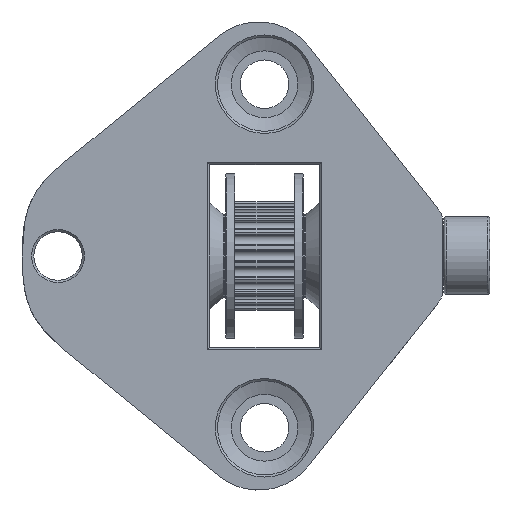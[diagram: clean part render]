
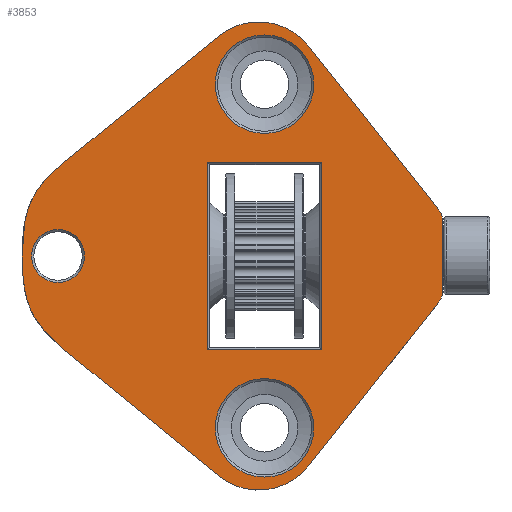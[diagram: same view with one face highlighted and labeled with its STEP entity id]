
A CAD part, front view. The second image highlights one B-rep face of the part: STEP entity #3853.
In plain terms, the highlighted planar face has unit normal (0, -1, 0).
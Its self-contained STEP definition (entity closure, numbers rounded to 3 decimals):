
#17=B_SPLINE_CURVE_WITH_KNOTS('',3,(#6859,#6860,#6861,#6862,#6863,#6864,
#6865,#6866,#6867,#6868,#6869,#6870,#6871,#6872,#6873,#6874),
 .UNSPECIFIED.,.F.,.F.,(4,3,3,3,3,4),(0.,0.23,0.69,
1.15,1.38,1.61),.UNSPECIFIED.);
#18=B_SPLINE_CURVE_WITH_KNOTS('',3,(#6894,#6895,#6896,#6897,#6898,#6899,
#6900,#6901,#6902,#6903,#6904,#6905,#6906,#6907,#6908,#6909),
 .UNSPECIFIED.,.F.,.F.,(4,3,3,3,3,4),(0.,0.23,0.69,
1.15,1.38,1.61),.UNSPECIFIED.);
#75=FACE_BOUND('',#681,.T.);
#76=FACE_BOUND('',#682,.T.);
#77=FACE_BOUND('',#683,.T.);
#78=FACE_BOUND('',#684,.T.);
#109=PLANE('',#4400);
#449=FACE_OUTER_BOUND('',#680,.T.);
#680=EDGE_LOOP('',(#3429,#3430,#3431,#3432,#3433,#3434,#3435,#3436,#3437,
#3438,#3439,#3440));
#681=EDGE_LOOP('',(#3441));
#682=EDGE_LOOP('',(#3442,#3443,#3444,#3445));
#683=EDGE_LOOP('',(#3446));
#684=EDGE_LOOP('',(#3447));
#907=LINE('',#6876,#1134);
#908=LINE('',#6880,#1135);
#909=LINE('',#6884,#1136);
#910=LINE('',#6888,#1137);
#911=LINE('',#6892,#1138);
#912=LINE('',#6910,#1139);
#913=LINE('',#6915,#1140);
#914=LINE('',#6917,#1141);
#915=LINE('',#6919,#1142);
#916=LINE('',#6920,#1143);
#1134=VECTOR('',#5603,10.);
#1135=VECTOR('',#5606,10.);
#1136=VECTOR('',#5609,10.);
#1137=VECTOR('',#5612,10.);
#1138=VECTOR('',#5615,10.);
#1139=VECTOR('',#5616,10.);
#1140=VECTOR('',#5619,10.);
#1141=VECTOR('',#5620,10.);
#1142=VECTOR('',#5621,10.);
#1143=VECTOR('',#5622,10.);
#1488=CIRCLE('',#4399,2.89);
#1489=CIRCLE('',#4401,7.);
#1490=CIRCLE('',#4402,2.);
#1491=CIRCLE('',#4403,2.);
#1492=CIRCLE('',#4404,7.);
#1493=CIRCLE('',#4405,5.39);
#1494=CIRCLE('',#4406,5.39);
#1840=VERTEX_POINT('',#6853);
#1841=VERTEX_POINT('',#6857);
#1842=VERTEX_POINT('',#6858);
#1843=VERTEX_POINT('',#6875);
#1844=VERTEX_POINT('',#6877);
#1845=VERTEX_POINT('',#6879);
#1846=VERTEX_POINT('',#6881);
#1847=VERTEX_POINT('',#6883);
#1848=VERTEX_POINT('',#6885);
#1849=VERTEX_POINT('',#6887);
#1850=VERTEX_POINT('',#6889);
#1851=VERTEX_POINT('',#6891);
#1852=VERTEX_POINT('',#6893);
#1853=VERTEX_POINT('',#6911);
#1854=VERTEX_POINT('',#6913);
#1855=VERTEX_POINT('',#6914);
#1856=VERTEX_POINT('',#6916);
#1857=VERTEX_POINT('',#6918);
#1858=VERTEX_POINT('',#6921);
#2381=EDGE_CURVE('',#1840,#1840,#1488,.T.);
#2383=EDGE_CURVE('',#1841,#1842,#17,.T.);
#2384=EDGE_CURVE('',#1841,#1843,#907,.T.);
#2385=EDGE_CURVE('',#1844,#1843,#1489,.T.);
#2386=EDGE_CURVE('',#1844,#1845,#908,.T.);
#2387=EDGE_CURVE('',#1846,#1845,#1490,.T.);
#2388=EDGE_CURVE('',#1846,#1847,#909,.T.);
#2389=EDGE_CURVE('',#1848,#1847,#1491,.T.);
#2390=EDGE_CURVE('',#1848,#1849,#910,.T.);
#2391=EDGE_CURVE('',#1850,#1849,#1492,.T.);
#2392=EDGE_CURVE('',#1850,#1851,#911,.T.);
#2393=EDGE_CURVE('',#1852,#1851,#18,.T.);
#2394=EDGE_CURVE('',#1852,#1842,#912,.T.);
#2395=EDGE_CURVE('',#1853,#1853,#1493,.T.);
#2396=EDGE_CURVE('',#1854,#1855,#913,.T.);
#2397=EDGE_CURVE('',#1856,#1854,#914,.T.);
#2398=EDGE_CURVE('',#1857,#1856,#915,.T.);
#2399=EDGE_CURVE('',#1855,#1857,#916,.T.);
#2400=EDGE_CURVE('',#1858,#1858,#1494,.T.);
#3429=ORIENTED_EDGE('',*,*,#2383,.F.);
#3430=ORIENTED_EDGE('',*,*,#2384,.T.);
#3431=ORIENTED_EDGE('',*,*,#2385,.F.);
#3432=ORIENTED_EDGE('',*,*,#2386,.T.);
#3433=ORIENTED_EDGE('',*,*,#2387,.F.);
#3434=ORIENTED_EDGE('',*,*,#2388,.T.);
#3435=ORIENTED_EDGE('',*,*,#2389,.F.);
#3436=ORIENTED_EDGE('',*,*,#2390,.T.);
#3437=ORIENTED_EDGE('',*,*,#2391,.F.);
#3438=ORIENTED_EDGE('',*,*,#2392,.T.);
#3439=ORIENTED_EDGE('',*,*,#2393,.F.);
#3440=ORIENTED_EDGE('',*,*,#2394,.T.);
#3441=ORIENTED_EDGE('',*,*,#2395,.F.);
#3442=ORIENTED_EDGE('',*,*,#2396,.F.);
#3443=ORIENTED_EDGE('',*,*,#2397,.F.);
#3444=ORIENTED_EDGE('',*,*,#2398,.F.);
#3445=ORIENTED_EDGE('',*,*,#2399,.F.);
#3446=ORIENTED_EDGE('',*,*,#2400,.F.);
#3447=ORIENTED_EDGE('',*,*,#2381,.F.);
#3853=ADVANCED_FACE('',(#449,#75,#76,#77,#78),#109,.F.);
#4399=AXIS2_PLACEMENT_3D('',#6854,#5598,#5599);
#4400=AXIS2_PLACEMENT_3D('',#6856,#5601,#5602);
#4401=AXIS2_PLACEMENT_3D('',#6878,#5604,#5605);
#4402=AXIS2_PLACEMENT_3D('',#6882,#5607,#5608);
#4403=AXIS2_PLACEMENT_3D('',#6886,#5610,#5611);
#4404=AXIS2_PLACEMENT_3D('',#6890,#5613,#5614);
#4405=AXIS2_PLACEMENT_3D('',#6912,#5617,#5618);
#4406=AXIS2_PLACEMENT_3D('',#6922,#5623,#5624);
#5598=DIRECTION('center_axis',(0.,-1.,0.));
#5599=DIRECTION('ref_axis',(1.,0.,0.));
#5601=DIRECTION('center_axis',(0.,1.,0.));
#5602=DIRECTION('ref_axis',(1.,0.,0.));
#5603=DIRECTION('',(0.774,0.,-0.633));
#5604=DIRECTION('center_axis',(0.,1.,0.));
#5605=DIRECTION('ref_axis',(-0.633,0.,-0.774));
#5606=DIRECTION('',(0.622,0.,0.783));
#5607=DIRECTION('center_axis',(0.,1.,0.));
#5608=DIRECTION('ref_axis',(0.944,0.,-0.329));
#5609=DIRECTION('',(0.,0.,1.));
#5610=DIRECTION('center_axis',(0.,1.,0.));
#5611=DIRECTION('ref_axis',(0.944,0.,0.329));
#5612=DIRECTION('',(-0.622,0.,0.783));
#5613=DIRECTION('center_axis',(0.,1.,0.));
#5614=DIRECTION('ref_axis',(0.783,0.,0.622));
#5615=DIRECTION('',(-0.774,0.,-0.633));
#5616=DIRECTION('',(0.,0.,-1.));
#5617=DIRECTION('center_axis',(0.,-1.,0.));
#5618=DIRECTION('ref_axis',(0.,0.,1.));
#5619=DIRECTION('',(0.,0.,1.));
#5620=DIRECTION('',(1.,0.,0.));
#5621=DIRECTION('',(0.,0.,-1.));
#5622=DIRECTION('',(-1.,0.,0.));
#5623=DIRECTION('center_axis',(0.,-1.,0.));
#5624=DIRECTION('ref_axis',(0.,0.,1.));
#6853=CARTESIAN_POINT('',(-25.49,-7.,0.));
#6854=CARTESIAN_POINT('Origin',(-22.6,-7.,0.));
#6856=CARTESIAN_POINT('Origin',(-3.5,-7.,0.));
#6857=CARTESIAN_POINT('',(-21.733,-7.,-10.401));
#6858=CARTESIAN_POINT('',(-26.5,-7.,-0.34));
#6859=CARTESIAN_POINT('Ctrl Pts',(-21.733,-7.,-10.401));
#6860=CARTESIAN_POINT('Ctrl Pts',(-22.39,-7.,-9.864));
#6861=CARTESIAN_POINT('Ctrl Pts',(-22.904,-7.,-9.402));
#6862=CARTESIAN_POINT('Ctrl Pts',(-23.341,-7.,-8.972));
#6863=CARTESIAN_POINT('Ctrl Pts',(-24.216,-7.,-8.111));
#6864=CARTESIAN_POINT('Ctrl Pts',(-24.784,-7.,-7.377));
#6865=CARTESIAN_POINT('Ctrl Pts',(-25.22,-7.,-6.617));
#6866=CARTESIAN_POINT('Ctrl Pts',(-25.657,-7.,-5.858));
#6867=CARTESIAN_POINT('Ctrl Pts',(-25.962,-7.,-5.073));
#6868=CARTESIAN_POINT('Ctrl Pts',(-26.171,-7.,-4.11));
#6869=CARTESIAN_POINT('Ctrl Pts',(-26.275,-7.,-3.629));
#6870=CARTESIAN_POINT('Ctrl Pts',(-26.356,-7.,-3.103));
#6871=CARTESIAN_POINT('Ctrl Pts',(-26.412,-7.,-2.493));
#6872=CARTESIAN_POINT('Ctrl Pts',(-26.468,-7.,-1.883));
#6873=CARTESIAN_POINT('Ctrl Pts',(-26.5,-7.,-1.189));
#6874=CARTESIAN_POINT('Ctrl Pts',(-26.5,-7.,-0.34));
#6875=CARTESIAN_POINT('',(-5.074,-7.,-24.034));
#6876=CARTESIAN_POINT('',(-26.5,-7.,-6.5));
#6877=CARTESIAN_POINT('',(4.842,-7.,-22.969));
#6878=CARTESIAN_POINT('Origin',(-0.641,-7.,-18.617));
#6879=CARTESIAN_POINT('',(19.067,-7.,-5.046));
#6880=CARTESIAN_POINT('',(2.,-7.,-26.55));
#6881=CARTESIAN_POINT('',(19.5,-7.,-3.803));
#6882=CARTESIAN_POINT('Origin',(17.5,-7.,-3.803));
#6883=CARTESIAN_POINT('',(19.5,-7.,3.803));
#6884=CARTESIAN_POINT('',(19.5,-7.,-4.5));
#6885=CARTESIAN_POINT('',(19.067,-7.,5.046));
#6886=CARTESIAN_POINT('Origin',(17.5,-7.,3.803));
#6887=CARTESIAN_POINT('',(4.842,-7.,22.969));
#6888=CARTESIAN_POINT('',(2.,-7.,26.55));
#6889=CARTESIAN_POINT('',(-5.074,-7.,24.034));
#6890=CARTESIAN_POINT('Origin',(-0.641,-7.,18.617));
#6891=CARTESIAN_POINT('',(-21.733,-7.,10.401));
#6892=CARTESIAN_POINT('',(-2.,-7.,26.55));
#6893=CARTESIAN_POINT('',(-26.5,-7.,0.34));
#6894=CARTESIAN_POINT('Ctrl Pts',(-26.5,-7.,0.34));
#6895=CARTESIAN_POINT('Ctrl Pts',(-26.5,-7.,1.189));
#6896=CARTESIAN_POINT('Ctrl Pts',(-26.468,-7.,1.879));
#6897=CARTESIAN_POINT('Ctrl Pts',(-26.412,-7.,2.49));
#6898=CARTESIAN_POINT('Ctrl Pts',(-26.3,-7.,3.712));
#6899=CARTESIAN_POINT('Ctrl Pts',(-26.092,-7.,4.616));
#6900=CARTESIAN_POINT('Ctrl Pts',(-25.78,-7.,5.435));
#6901=CARTESIAN_POINT('Ctrl Pts',(-25.469,-7.,6.254));
#6902=CARTESIAN_POINT('Ctrl Pts',(-25.055,-7.,6.987));
#6903=CARTESIAN_POINT('Ctrl Pts',(-24.442,-7.,7.759));
#6904=CARTESIAN_POINT('Ctrl Pts',(-24.136,-7.,8.145));
#6905=CARTESIAN_POINT('Ctrl Pts',(-23.78,-7.,8.54));
#6906=CARTESIAN_POINT('Ctrl Pts',(-23.343,-7.,8.97));
#6907=CARTESIAN_POINT('Ctrl Pts',(-22.907,-7.,9.4));
#6908=CARTESIAN_POINT('Ctrl Pts',(-22.39,-7.,9.864));
#6909=CARTESIAN_POINT('Ctrl Pts',(-21.733,-7.,10.401));
#6910=CARTESIAN_POINT('',(-26.5,-7.,6.5));
#6911=CARTESIAN_POINT('',(0.,-7.,13.41));
#6912=CARTESIAN_POINT('Origin',(0.,-7.,18.8));
#6913=CARTESIAN_POINT('',(6.24,-7.,-10.24));
#6914=CARTESIAN_POINT('',(6.24,-7.,10.24));
#6915=CARTESIAN_POINT('',(6.24,-7.,5.));
#6916=CARTESIAN_POINT('',(-6.24,-7.,-10.24));
#6917=CARTESIAN_POINT('',(1.25,-7.,-10.24));
#6918=CARTESIAN_POINT('',(-6.24,-7.,10.24));
#6919=CARTESIAN_POINT('',(-6.24,-7.,-5.));
#6920=CARTESIAN_POINT('',(-4.75,-7.,10.24));
#6921=CARTESIAN_POINT('',(0.,-7.,-24.19));
#6922=CARTESIAN_POINT('Origin',(0.,-7.,-18.8));
